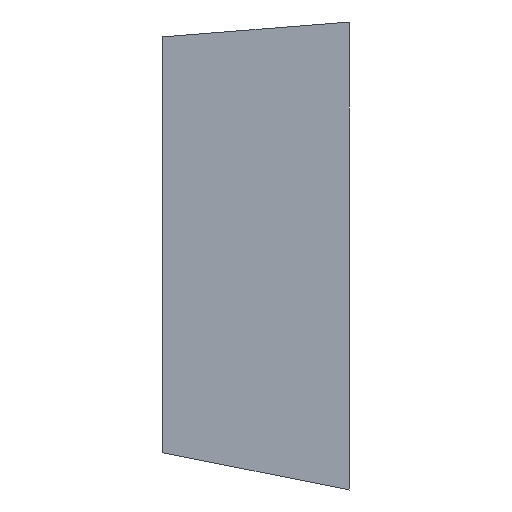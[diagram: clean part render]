
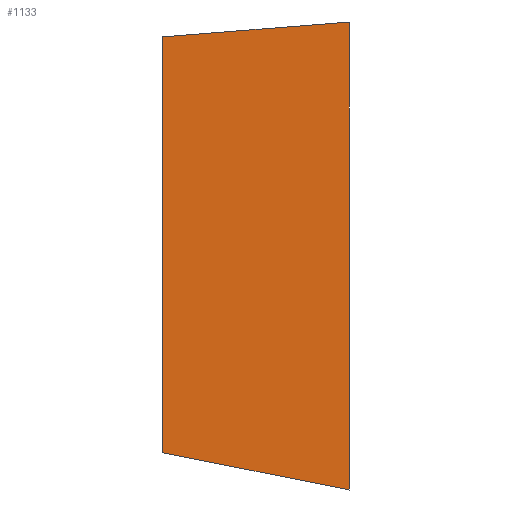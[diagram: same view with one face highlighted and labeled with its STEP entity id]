
A CAD part, front view. The second image highlights one B-rep face of the part: STEP entity #1133.
In plain terms, the highlighted planar face has unit normal (0, -1, 0).
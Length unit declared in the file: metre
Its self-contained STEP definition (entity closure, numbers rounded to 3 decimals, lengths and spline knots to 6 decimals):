
#23 = CARTESIAN_POINT ( 'NONE',  ( 0.024834, 0.044704, -0.010378 ) ) ;
#26 = B_SPLINE_CURVE_WITH_KNOTS ( 'NONE', 3,
 ( #1397, #485, #1158, #271, #602, #823, #727, #23 ),
 .UNSPECIFIED., .F., .F.,
 ( 4, 1, 1, 1, 1, 4 ),
 ( 0., 0.002558, 0.002583, 0.006085, 0.006111, 0.006477 ),
 .UNSPECIFIED. ) ;
#52 = CARTESIAN_POINT ( 'NONE',  ( 0.024834, 0.044704, 0.005577 ) ) ;
#55 = VECTOR ( 'NONE', #920, 1. ) ;
#64 = ORIENTED_EDGE ( 'NONE', *, *, #1214, .F. ) ;
#69 = DIRECTION ( 'NONE',  ( 0., 0., -1. ) ) ;
#70 = VERTEX_POINT ( 'NONE', #577 ) ;
#71 = CARTESIAN_POINT ( 'NONE',  ( 0.018484, 0.044704, 0.00507 ) ) ;
#98 = AXIS2_PLACEMENT_3D ( 'NONE', #198, #965, #69 ) ;
#183 = DIRECTION ( 'NONE',  ( 0., 0., 1. ) ) ;
#198 = CARTESIAN_POINT ( 'NONE',  ( 0.018269, 0.044704, -0.0254 ) ) ;
#243 = EDGE_CURVE ( 'NONE', #773, #1033, #26, .T. ) ;
#271 = CARTESIAN_POINT ( 'NONE',  ( 0.022142, 0.044704, -0.009896 ) ) ;
#306 = EDGE_CURVE ( 'NONE', #794, #70, #587, .T. ) ;
#408 = CARTESIAN_POINT ( 'NONE',  ( 0.018484, 0.044704, 0. ) ) ;
#416 = CARTESIAN_POINT ( 'NONE',  ( 0.024834, 0.044704, -0.010378 ) ) ;
#485 = CARTESIAN_POINT ( 'NONE',  ( 0.019314, 0.044704, -0.009299 ) ) ;
#577 = CARTESIAN_POINT ( 'NONE',  ( 0.018484, 0.044704, 0.00507 ) ) ;
#587 = B_SPLINE_CURVE_WITH_KNOTS ( 'NONE', 3,
 ( #52, #849, #1389, #816, #862, #868, #654, #71 ),
 .UNSPECIFIED., .F., .F.,
 ( 4, 1, 1, 1, 1, 4 ),
 ( 0., 0.001499, 0.001525, 0.005175, 0.005201, 0.00637 ),
 .UNSPECIFIED. ) ;
#602 = CARTESIAN_POINT ( 'NONE',  ( 0.023306, 0.044704, -0.010115 ) ) ;
#654 = CARTESIAN_POINT ( 'NONE',  ( 0.018872, 0.044704, 0.005108 ) ) ;
#680 = ORIENTED_EDGE ( 'NONE', *, *, #306, .T. ) ;
#704 = LINE ( 'NONE', #806, #55 ) ;
#727 = CARTESIAN_POINT ( 'NONE',  ( 0.024714, 0.044704, -0.010357 ) ) ;
#728 = EDGE_CURVE ( 'NONE', #1033, #794, #704, .T. ) ;
#773 = VERTEX_POINT ( 'NONE', #1177 ) ;
#794 = VERTEX_POINT ( 'NONE', #1057 ) ;
#806 = CARTESIAN_POINT ( 'NONE',  ( 0.024834, 0.044704, 0.007222 ) ) ;
#816 = CARTESIAN_POINT ( 'NONE',  ( 0.022107, 0.044704, 0.005391 ) ) ;
#823 = CARTESIAN_POINT ( 'NONE',  ( 0.024585, 0.044704, -0.010336 ) ) ;
#849 = CARTESIAN_POINT ( 'NONE',  ( 0.024335, 0.044704, 0.005546 ) ) ;
#862 = CARTESIAN_POINT ( 'NONE',  ( 0.020877, 0.044704, 0.005293 ) ) ;
#868 = CARTESIAN_POINT ( 'NONE',  ( 0.019268, 0.044704, 0.005146 ) ) ;
#920 = DIRECTION ( 'NONE',  ( 0., 0., 1. ) ) ;
#965 = DIRECTION ( 'NONE',  ( 0., -1., 0. ) ) ;
#1033 = VERTEX_POINT ( 'NONE', #416 ) ;
#1057 = CARTESIAN_POINT ( 'NONE',  ( 0.024834, 0.044704, 0.005577 ) ) ;
#1058 = EDGE_LOOP ( 'NONE', ( #1163, #680, #64, #1128 ) ) ;
#1081 = LINE ( 'NONE', #408, #1260 ) ;
#1128 = ORIENTED_EDGE ( 'NONE', *, *, #243, .T. ) ;
#1133 = ADVANCED_FACE ( 'NONE', ( #1193 ), #1306, .T. ) ;
#1158 = CARTESIAN_POINT ( 'NONE',  ( 0.020155, 0.044704, -0.009485 ) ) ;
#1163 = ORIENTED_EDGE ( 'NONE', *, *, #728, .T. ) ;
#1177 = CARTESIAN_POINT ( 'NONE',  ( 0.018484, 0.044704, -0.009103 ) ) ;
#1193 = FACE_OUTER_BOUND ( 'NONE', #1058, .T. ) ;
#1214 = EDGE_CURVE ( 'NONE', #773, #70, #1081, .T. ) ;
#1260 = VECTOR ( 'NONE', #183, 1. ) ;
#1306 = PLANE ( 'NONE',  #98 ) ;
#1389 = CARTESIAN_POINT ( 'NONE',  ( 0.023828, 0.044704, 0.005512 ) ) ;
#1397 = CARTESIAN_POINT ( 'NONE',  ( 0.018484, 0.044704, -0.009103 ) ) ;
